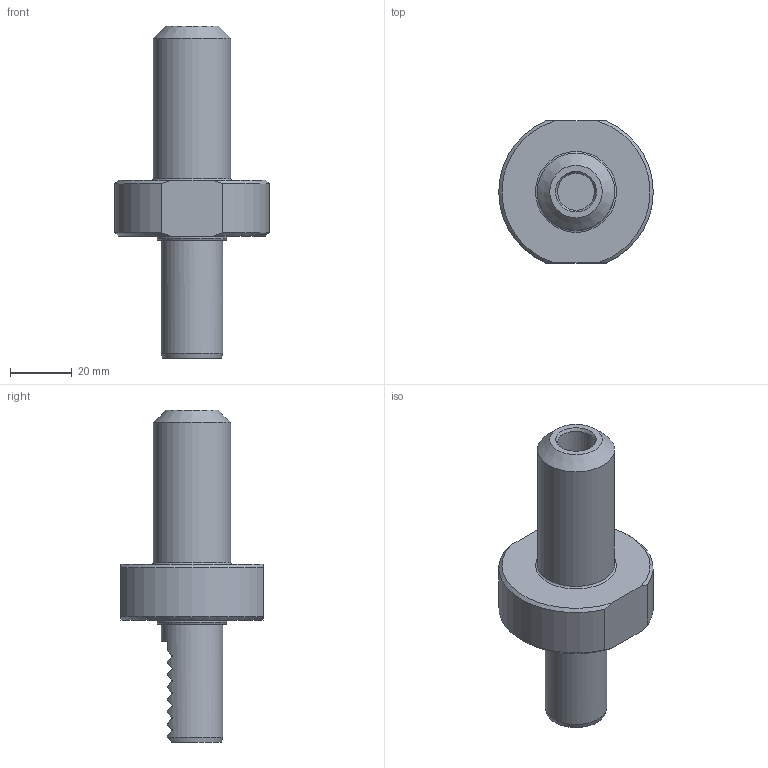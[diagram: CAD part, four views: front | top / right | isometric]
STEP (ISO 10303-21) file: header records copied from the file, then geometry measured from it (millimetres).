
FILE_DESCRIPTION(/* description */ (''),/* implementation_level */ '2;1');
FILE_NAME(/* name */ 'W1100021_stp.stp',/* time_stamp */ '2013-06-10T07:45:28+02:00',/* author */ (''),/* organization */ (''),/* preprocessor_version */ 'ST-DEVELOPER v11',/* originating_system */ 'SIEMENS PLM Software NX 7.5',/* authorisation */ '');
FILE_SCHEMA (('AUTOMOTIVE_DESIGN { 1 0 10303 214 1 1 1 1 }'));
Length unit declared in the file: millimetre
Products named in the file (1): furt869C5v36
Bounding box: 50 x 46 x 107.5 mm (x, y, z)
Volume: 61562.7 mm3; surface area: 15672.5 mm2
Topology: 1 solids, 1 shells, 60 faces, 156 edges, 103 vertices
Faces by surface type: plane 33, cylinder 15, cone 8, torus 4
Full cylindrical faces by diameter (mm): 10 x1, 12 x1, 20 x1, 22.6 x1, 25 x1
Entity records: 2008 total; most frequent: CARTESIAN_POINT 580, DIRECTION 296, ORIENTED_EDGE 278, EDGE_CURVE 139, AXIS2_PLACEMENT_3D 120, VERTEX_POINT 98, EDGE_LOOP 77, ADVANCED_FACE 60
